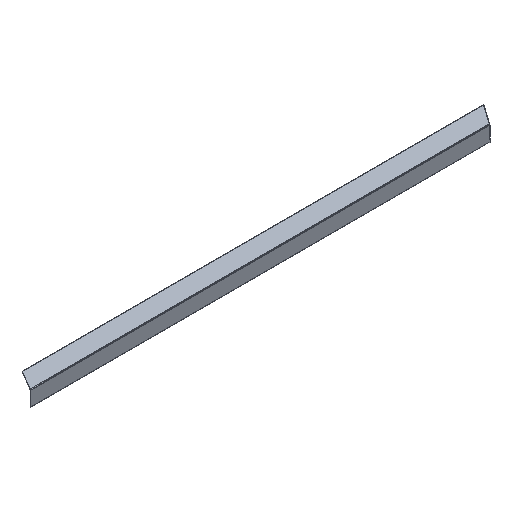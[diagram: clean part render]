
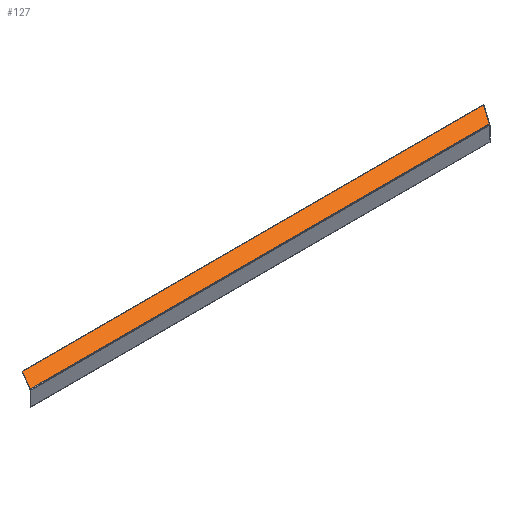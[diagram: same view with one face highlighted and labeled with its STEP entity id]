
A CAD part, isometric view. The second image highlights one B-rep face of the part: STEP entity #127.
In plain terms, the highlighted planar face has unit normal (0, -0.414, 0.91).
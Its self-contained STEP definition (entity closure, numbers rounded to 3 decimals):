
#4 = CARTESIAN_POINT ( 'NONE',  ( 609.6, -0.411, 0.546 ) ) ;
#32 = EDGE_LOOP ( 'NONE', ( #489, #90, #128, #322 ) ) ;
#53 = EDGE_CURVE ( 'NONE', #508, #441, #207, .T. ) ;
#54 = PLANE ( 'NONE',  #171 ) ;
#59 = LINE ( 'NONE', #491, #279 ) ;
#71 = EDGE_CURVE ( 'NONE', #441, #391, #286, .T. ) ;
#89 = DIRECTION ( 'NONE',  ( 1., 0., 0. ) ) ;
#90 = ORIENTED_EDGE ( 'NONE', *, *, #71, .T. ) ;
#111 = VECTOR ( 'NONE', #392, 1000. ) ;
#116 = CARTESIAN_POINT ( 'NONE',  ( 0., -0.411, 0.546 ) ) ;
#122 = CARTESIAN_POINT ( 'NONE',  ( 0.21, 0.115, 0.786 ) ) ;
#123 = CARTESIAN_POINT ( 'NONE',  ( 0., 0.115, 0.786 ) ) ;
#127 = ADVANCED_FACE ( 'NONE', ( #488 ), #54, .T. ) ;
#128 = ORIENTED_EDGE ( 'NONE', *, *, #242, .T. ) ;
#148 = LINE ( 'NONE', #116, #111 ) ;
#171 = AXIS2_PLACEMENT_3D ( 'NONE', #209, #198, #370 ) ;
#193 = VECTOR ( 'NONE', #280, 1000. ) ;
#198 = DIRECTION ( 'NONE',  ( 0., -0.415, 0.91 ) ) ;
#207 = LINE ( 'NONE', #123, #302 ) ;
#209 = CARTESIAN_POINT ( 'NONE',  ( 0., -0.411, 0.546 ) ) ;
#242 = EDGE_CURVE ( 'NONE', #391, #454, #59, .T. ) ;
#263 = CARTESIAN_POINT ( 'NONE',  ( 609.9, 0.115, 0.786 ) ) ;
#279 = VECTOR ( 'NONE', #292, 1000. ) ;
#280 = DIRECTION ( 'NONE',  ( 0.46, 0.808, 0.368 ) ) ;
#286 = LINE ( 'NONE', #4, #193 ) ;
#292 = DIRECTION ( 'NONE',  ( -1., 0., 0. ) ) ;
#302 = VECTOR ( 'NONE', #89, 1000. ) ;
#322 = ORIENTED_EDGE ( 'NONE', *, *, #350, .T. ) ;
#350 = EDGE_CURVE ( 'NONE', #454, #508, #148, .T. ) ;
#370 = DIRECTION ( 'NONE',  ( 0., 0.91, 0.415 ) ) ;
#391 = VERTEX_POINT ( 'NONE', #507 ) ;
#392 = DIRECTION ( 'NONE',  ( -0.342, -0.855, -0.39 ) ) ;
#441 = VERTEX_POINT ( 'NONE', #263 ) ;
#454 = VERTEX_POINT ( 'NONE', #499 ) ;
#488 = FACE_OUTER_BOUND ( 'NONE', #32, .T. ) ;
#489 = ORIENTED_EDGE ( 'NONE', *, *, #53, .T. ) ;
#491 = CARTESIAN_POINT ( 'NONE',  ( 7.279, 17.79, 8.837 ) ) ;
#499 = CARTESIAN_POINT ( 'NONE',  ( 7.279, 17.79, 8.837 ) ) ;
#507 = CARTESIAN_POINT ( 'NONE',  ( 619.967, 17.79, 8.837 ) ) ;
#508 = VERTEX_POINT ( 'NONE', #122 ) ;
